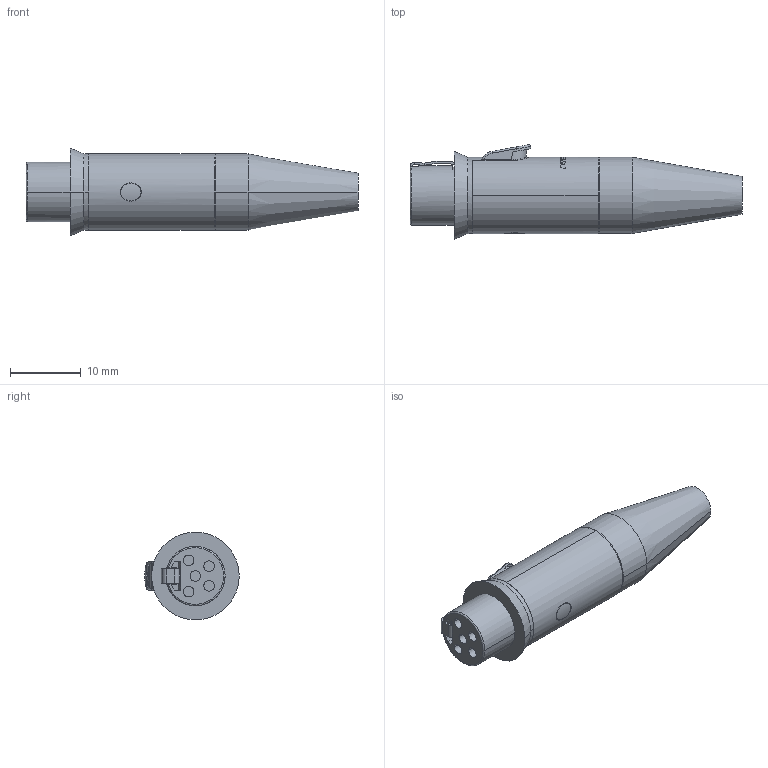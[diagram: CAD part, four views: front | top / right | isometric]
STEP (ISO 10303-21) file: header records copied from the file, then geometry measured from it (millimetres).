
FILE_DESCRIPTION((''),'2;1');
FILE_NAME('RT3FC-B-W','2021-04-30T',('xhp'),(''),'PRO/ENGINEER BY PARAMETRIC TECHNOLOGY CORPORATION, 2013040','PRO/ENGINEER BY PARAMETRIC TECHNOLOGY CORPORATION, 2013040','');
FILE_SCHEMA(('CONFIG_CONTROL_DESIGN'));
Length unit declared in the file: millimetre
Products named in the file (1): RT3FC-B-W
Bounding box: 46.91 x 13.35 x 12.39 mm (x, y, z)
Volume: 3492.2 mm3; surface area: 1733.7 mm2
Topology: 1 solids, 2 shells, 181 faces, 457 edges, 297 vertices
Faces by surface type: plane 114, cylinder 51, torus 5, extrusion 4, cone 4, bspline 3
Entity records: 6173 total; most frequent: CARTESIAN_POINT 1846, ORIENTED_EDGE 914, DIRECTION 847, EDGE_CURVE 457, AXIS2_PLACEMENT_3D 303, VERTEX_POINT 297, VECTOR 241, LINE 237
